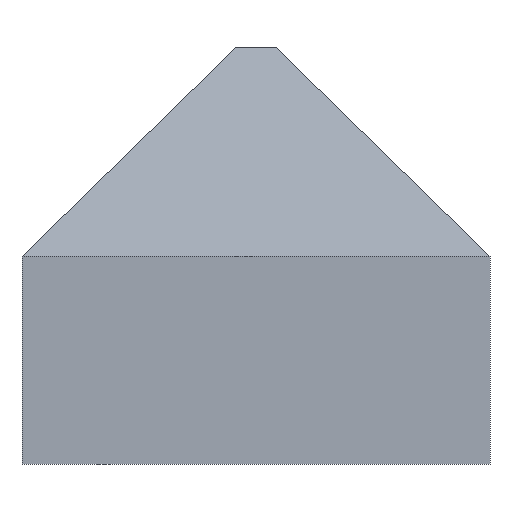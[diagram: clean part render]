
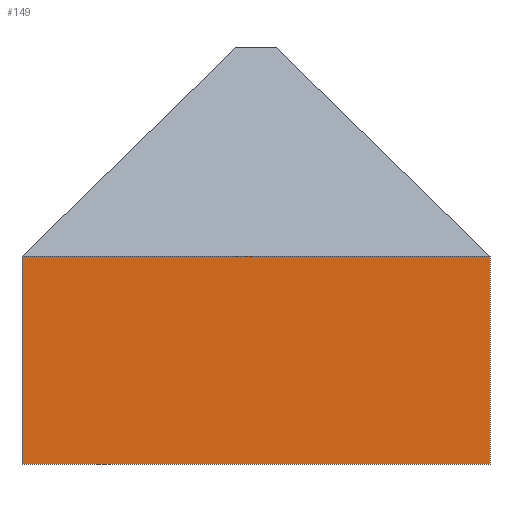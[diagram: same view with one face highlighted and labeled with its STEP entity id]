
A CAD part, front view. The second image highlights one B-rep face of the part: STEP entity #149.
In plain terms, the highlighted planar face has unit normal (0, -1, 0).
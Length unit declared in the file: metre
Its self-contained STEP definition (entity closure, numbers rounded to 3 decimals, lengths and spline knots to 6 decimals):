
#25=ORIENTED_EDGE('',*,*,#52,.F.);
#26=ORIENTED_EDGE('',*,*,#61,.T.);
#27=ORIENTED_EDGE('',*,*,#58,.T.);
#28=ORIENTED_EDGE('',*,*,#62,.F.);
#52=EDGE_CURVE('',#71,#72,#83,.T.);
#58=EDGE_CURVE('',#76,#77,#89,.T.);
#61=EDGE_CURVE('',#71,#76,#92,.T.);
#62=EDGE_CURVE('',#72,#77,#93,.T.);
#71=VERTEX_POINT('',#222);
#72=VERTEX_POINT('',#224);
#76=VERTEX_POINT('',#236);
#77=VERTEX_POINT('',#237);
#83=LINE('',#223,#102);
#89=LINE('',#235,#108);
#92=LINE('',#241,#111);
#93=LINE('',#242,#112);
#102=VECTOR('',#183,1.);
#108=VECTOR('',#193,1.);
#111=VECTOR('',#198,1.);
#112=VECTOR('',#199,1.);
#122=EDGE_LOOP('',(#25,#26,#27,#28));
#131=FACE_BOUND('',#122,.T.);
#140=PLANE('',#171);
#149=ADVANCED_FACE('',(#131),#140,.T.);
#171=AXIS2_PLACEMENT_3D('',#240,#196,#197);
#183=DIRECTION('',(0.,0.,-1.));
#193=DIRECTION('',(0.,0.,-1.));
#196=DIRECTION('',(0.,-1.,0.));
#197=DIRECTION('',(0.,0.,-1.));
#198=DIRECTION('',(-1.,0.,0.));
#199=DIRECTION('',(-1.,0.,0.));
#222=CARTESIAN_POINT('',(0.00225,-0.035,0.002));
#223=CARTESIAN_POINT('',(0.00225,-0.035,0.004));
#224=CARTESIAN_POINT('',(0.00225,-0.035,0.));
#235=CARTESIAN_POINT('',(-0.00225,-0.035,0.004));
#236=CARTESIAN_POINT('',(-0.00225,-0.035,0.002));
#237=CARTESIAN_POINT('',(-0.00225,-0.035,0.));
#240=CARTESIAN_POINT('',(0.,-0.035,0.004));
#241=CARTESIAN_POINT('',(0.,-0.035,0.002));
#242=CARTESIAN_POINT('',(0.,-0.035,0.));
